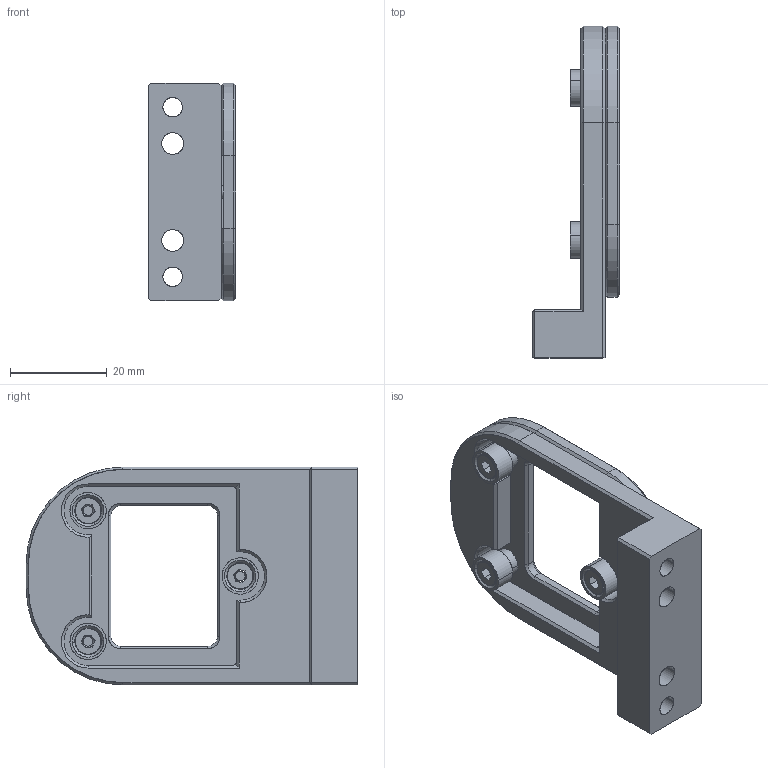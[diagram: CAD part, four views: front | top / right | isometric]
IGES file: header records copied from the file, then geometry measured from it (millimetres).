
Start section: SolidWorks IGES file using analytic representation for surfaces
Global section: file name: DP18936-B_CMPH004-024.igs; native system: SolidWorks 2021; preprocessor: SolidWorks 2021; author: lrizzotto; date: 211119.173140; units: millimetre
Bounding box: 18 x 68.5 x 45 mm (x, y, z)
Surface area: 11087.9 mm2 (no closed solid volume)
Topology: 0 solids, 0 shells, 190 faces, 2382 edges, 2382 vertices
Faces by surface type: bspline 102, revolution 88
